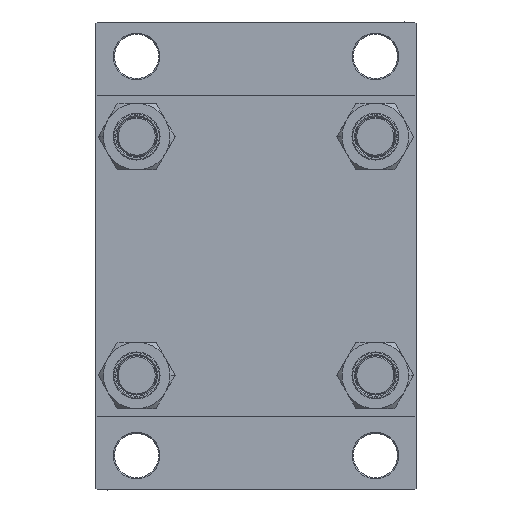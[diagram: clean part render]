
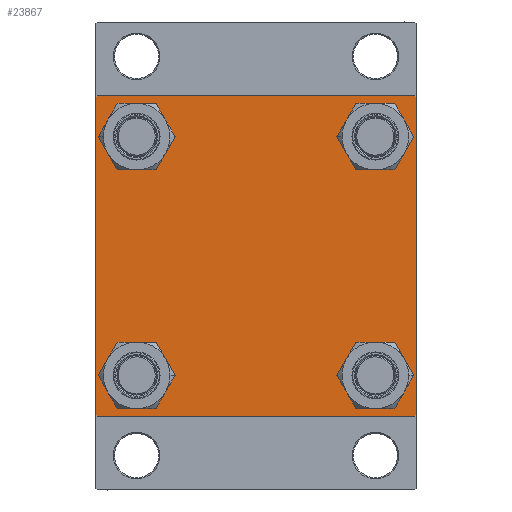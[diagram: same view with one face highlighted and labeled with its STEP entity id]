
A CAD part, left-side view. The second image highlights one B-rep face of the part: STEP entity #23867.
In plain terms, the highlighted planar face has unit normal (-1, 0, 0).
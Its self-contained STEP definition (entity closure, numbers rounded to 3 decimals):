
#238 = EDGE_CURVE ( 'NONE', #19223, #1442, #19564, .T. ) ;
#1074 = EDGE_LOOP ( 'NONE', ( #27381, #26742 ) ) ;
#1442 = VERTEX_POINT ( 'NONE', #10655 ) ;
#2444 = CARTESIAN_POINT ( 'NONE',  ( 0., -65., 65. ) ) ;
#2568 = VECTOR ( 'NONE', #15481, 1000. ) ;
#2634 = ORIENTED_EDGE ( 'NONE', *, *, #25023, .F. ) ;
#2979 = AXIS2_PLACEMENT_3D ( 'NONE', #28480, #17381, #20752 ) ;
#3100 = EDGE_CURVE ( 'NONE', #37071, #7576, #47368, .T. ) ;
#3161 = DIRECTION ( 'NONE',  ( -1., 0., 0. ) ) ;
#3280 = CARTESIAN_POINT ( 'NONE',  ( 0., 48.45, -48.45 ) ) ;
#3388 = LINE ( 'NONE', #39343, #32834 ) ;
#3793 = VECTOR ( 'NONE', #31983, 1000. ) ;
#4176 = VERTEX_POINT ( 'NONE', #38261 ) ;
#4433 = CARTESIAN_POINT ( 'NONE',  ( 0., 65., -65. ) ) ;
#4590 = ORIENTED_EDGE ( 'NONE', *, *, #9851, .T. ) ;
#4870 = EDGE_CURVE ( 'NONE', #14716, #34797, #9701, .T. ) ;
#4881 = CARTESIAN_POINT ( 'NONE',  ( 0., 48.45, 56.95 ) ) ;
#5694 = CARTESIAN_POINT ( 'NONE',  ( 0., 48.45, 39.95 ) ) ;
#5819 = DIRECTION ( 'NONE',  ( 0., 0., 1. ) ) ;
#6341 = ORIENTED_EDGE ( 'NONE', *, *, #238, .T. ) ;
#6702 = VECTOR ( 'NONE', #12885, 1000. ) ;
#7151 = DIRECTION ( 'NONE',  ( 0., -1., 0. ) ) ;
#7576 = VERTEX_POINT ( 'NONE', #4881 ) ;
#8501 = DIRECTION ( 'NONE',  ( 1., 0., 0. ) ) ;
#8847 = ORIENTED_EDGE ( 'NONE', *, *, #19849, .T. ) ;
#9278 = AXIS2_PLACEMENT_3D ( 'NONE', #11940, #3161, #32611 ) ;
#9701 = CIRCLE ( 'NONE', #44371, 8.5 ) ;
#9851 = EDGE_CURVE ( 'NONE', #39305, #39907, #32043, .T. ) ;
#10299 = DIRECTION ( 'NONE',  ( 0., 0., 1. ) ) ;
#10655 = CARTESIAN_POINT ( 'NONE',  ( 0., 65., 64.5 ) ) ;
#10738 = CARTESIAN_POINT ( 'NONE',  ( 0., -64.5, -65. ) ) ;
#10931 = ORIENTED_EDGE ( 'NONE', *, *, #11731, .T. ) ;
#11731 = EDGE_CURVE ( 'NONE', #4176, #19612, #38439, .T. ) ;
#11940 = CARTESIAN_POINT ( 'NONE',  ( 0., 0., 0. ) ) ;
#12243 = DIRECTION ( 'NONE',  ( 0., 0., 1. ) ) ;
#12340 = CARTESIAN_POINT ( 'NONE',  ( 0., 64.75, 64.75 ) ) ;
#12579 = EDGE_CURVE ( 'NONE', #7576, #37071, #12898, .T. ) ;
#12885 = DIRECTION ( 'NONE',  ( 0., -1., 0. ) ) ;
#12898 = CIRCLE ( 'NONE', #30634, 8.5 ) ;
#13121 = CARTESIAN_POINT ( 'NONE',  ( 0., -48.45, 56.95 ) ) ;
#13187 = DIRECTION ( 'NONE',  ( 0., 0., 1. ) ) ;
#13614 = ORIENTED_EDGE ( 'NONE', *, *, #16093, .T. ) ;
#13652 = CARTESIAN_POINT ( 'NONE',  ( 0., 65., 65. ) ) ;
#14279 = PLANE ( 'NONE',  #9278 ) ;
#14644 = EDGE_LOOP ( 'NONE', ( #30259, #47397, #10931, #13614, #2634, #35960, #18882, #6341 ) ) ;
#14716 = VERTEX_POINT ( 'NONE', #44072 ) ;
#15354 = ORIENTED_EDGE ( 'NONE', *, *, #42027, .T. ) ;
#15481 = DIRECTION ( 'NONE',  ( 0., 0.707, -0.707 ) ) ;
#16093 = EDGE_CURVE ( 'NONE', #19612, #26607, #41570, .T. ) ;
#16103 = DIRECTION ( 'NONE',  ( 1., 0., 0. ) ) ;
#17113 = DIRECTION ( 'NONE',  ( 1., 0., 0. ) ) ;
#17349 = AXIS2_PLACEMENT_3D ( 'NONE', #36309, #17746, #43055 ) ;
#17359 = DIRECTION ( 'NONE',  ( 0., 0., 1. ) ) ;
#17381 = DIRECTION ( 'NONE',  ( 1., 0., 0. ) ) ;
#17424 = FACE_BOUND ( 'NONE', #1074, .T. ) ;
#17746 = DIRECTION ( 'NONE',  ( 1., 0., 0. ) ) ;
#18882 = ORIENTED_EDGE ( 'NONE', *, *, #42857, .F. ) ;
#19141 = DIRECTION ( 'NONE',  ( 0., 0., 1. ) ) ;
#19180 = CARTESIAN_POINT ( 'NONE',  ( 0., -48.45, -56.95 ) ) ;
#19223 = VERTEX_POINT ( 'NONE', #24074 ) ;
#19387 = DIRECTION ( 'NONE',  ( 0., -0.707, 0.707 ) ) ;
#19564 = LINE ( 'NONE', #12340, #2568 ) ;
#19612 = VERTEX_POINT ( 'NONE', #10738 ) ;
#19621 = CARTESIAN_POINT ( 'NONE',  ( 0., -64.75, -64.75 ) ) ;
#19849 = EDGE_CURVE ( 'NONE', #39907, #39305, #33790, .T. ) ;
#20489 = DIRECTION ( 'NONE',  ( 0., -0.707, -0.707 ) ) ;
#20752 = DIRECTION ( 'NONE',  ( 0., 0., 1. ) ) ;
#21019 = FACE_BOUND ( 'NONE', #32225, .T. ) ;
#21408 = EDGE_CURVE ( 'NONE', #1442, #31029, #31280, .T. ) ;
#21905 = VERTEX_POINT ( 'NONE', #47520 ) ;
#21990 = FACE_OUTER_BOUND ( 'NONE', #14644, .T. ) ;
#22008 = AXIS2_PLACEMENT_3D ( 'NONE', #3280, #33199, #10299 ) ;
#22037 = VERTEX_POINT ( 'NONE', #35483 ) ;
#22547 = VERTEX_POINT ( 'NONE', #24051 ) ;
#23408 = AXIS2_PLACEMENT_3D ( 'NONE', #31053, #42376, #12243 ) ;
#23867 = ADVANCED_FACE ( 'NONE', ( #32130, #21019, #17424, #33091, #21990 ), #14279, .T. ) ;
#24051 = CARTESIAN_POINT ( 'NONE',  ( 0., -48.45, 39.95 ) ) ;
#24074 = CARTESIAN_POINT ( 'NONE',  ( 0., 64.5, 65. ) ) ;
#24543 = VECTOR ( 'NONE', #19387, 1000. ) ;
#25023 = EDGE_CURVE ( 'NONE', #22037, #26607, #35525, .T. ) ;
#26259 = VECTOR ( 'NONE', #38657, 1000. ) ;
#26385 = CARTESIAN_POINT ( 'NONE',  ( 0., -48.45, -48.45 ) ) ;
#26607 = VERTEX_POINT ( 'NONE', #27674 ) ;
#26670 = CARTESIAN_POINT ( 'NONE',  ( 0., 48.45, -56.95 ) ) ;
#26742 = ORIENTED_EDGE ( 'NONE', *, *, #40092, .T. ) ;
#27381 = ORIENTED_EDGE ( 'NONE', *, *, #4870, .T. ) ;
#27443 = AXIS2_PLACEMENT_3D ( 'NONE', #26385, #41786, #19141 ) ;
#27674 = CARTESIAN_POINT ( 'NONE',  ( 0., -65., -64.5 ) ) ;
#28217 = LINE ( 'NONE', #38808, #46582 ) ;
#28480 = CARTESIAN_POINT ( 'NONE',  ( 0., -48.45, -48.45 ) ) ;
#29124 = LINE ( 'NONE', #40190, #32682 ) ;
#29495 = AXIS2_PLACEMENT_3D ( 'NONE', #35008, #8501, #5819 ) ;
#30259 = ORIENTED_EDGE ( 'NONE', *, *, #21408, .T. ) ;
#30634 = AXIS2_PLACEMENT_3D ( 'NONE', #46224, #16103, #13187 ) ;
#31029 = VERTEX_POINT ( 'NONE', #46016 ) ;
#31053 = CARTESIAN_POINT ( 'NONE',  ( 0., -48.45, 48.45 ) ) ;
#31280 = LINE ( 'NONE', #13652, #3793 ) ;
#31983 = DIRECTION ( 'NONE',  ( 0., 0., -1. ) ) ;
#32043 = CIRCLE ( 'NONE', #27443, 8.5 ) ;
#32130 = FACE_BOUND ( 'NONE', #46242, .T. ) ;
#32225 = EDGE_LOOP ( 'NONE', ( #8847, #4590 ) ) ;
#32611 = DIRECTION ( 'NONE',  ( 0., 0., 1. ) ) ;
#32682 = VECTOR ( 'NONE', #7151, 1000. ) ;
#32794 = CARTESIAN_POINT ( 'NONE',  ( 0., -48.45, -39.95 ) ) ;
#32834 = VECTOR ( 'NONE', #43929, 1000. ) ;
#33091 = FACE_BOUND ( 'NONE', #46718, .T. ) ;
#33138 = ORIENTED_EDGE ( 'NONE', *, *, #3100, .T. ) ;
#33199 = DIRECTION ( 'NONE',  ( 1., 0., 0. ) ) ;
#33543 = CIRCLE ( 'NONE', #22008, 8.5 ) ;
#33772 = EDGE_CURVE ( 'NONE', #44658, #22547, #42582, .T. ) ;
#33790 = CIRCLE ( 'NONE', #2979, 8.5 ) ;
#34797 = VERTEX_POINT ( 'NONE', #26670 ) ;
#35008 = CARTESIAN_POINT ( 'NONE',  ( 0., -48.45, 48.45 ) ) ;
#35483 = CARTESIAN_POINT ( 'NONE',  ( 0., -65., 64.5 ) ) ;
#35525 = LINE ( 'NONE', #2444, #26259 ) ;
#35960 = ORIENTED_EDGE ( 'NONE', *, *, #41534, .T. ) ;
#36309 = CARTESIAN_POINT ( 'NONE',  ( 0., 48.45, 48.45 ) ) ;
#37071 = VERTEX_POINT ( 'NONE', #5694 ) ;
#37627 = EDGE_CURVE ( 'NONE', #31029, #4176, #28217, .T. ) ;
#37724 = ORIENTED_EDGE ( 'NONE', *, *, #33772, .T. ) ;
#38261 = CARTESIAN_POINT ( 'NONE',  ( 0., 64.5, -65. ) ) ;
#38439 = LINE ( 'NONE', #4433, #6702 ) ;
#38657 = DIRECTION ( 'NONE',  ( 0., 0., -1. ) ) ;
#38792 = CIRCLE ( 'NONE', #23408, 8.5 ) ;
#38808 = CARTESIAN_POINT ( 'NONE',  ( 0., 64.75, -64.75 ) ) ;
#38998 = ORIENTED_EDGE ( 'NONE', *, *, #12579, .T. ) ;
#39293 = CARTESIAN_POINT ( 'NONE',  ( 0., 48.45, -48.45 ) ) ;
#39305 = VERTEX_POINT ( 'NONE', #19180 ) ;
#39343 = CARTESIAN_POINT ( 'NONE',  ( 0., -64.75, 64.75 ) ) ;
#39907 = VERTEX_POINT ( 'NONE', #32794 ) ;
#40092 = EDGE_CURVE ( 'NONE', #34797, #14716, #33543, .T. ) ;
#40190 = CARTESIAN_POINT ( 'NONE',  ( 0., 65., 65. ) ) ;
#41534 = EDGE_CURVE ( 'NONE', #22037, #21905, #3388, .T. ) ;
#41570 = LINE ( 'NONE', #19621, #24543 ) ;
#41786 = DIRECTION ( 'NONE',  ( 1., 0., 0. ) ) ;
#42027 = EDGE_CURVE ( 'NONE', #22547, #44658, #38792, .T. ) ;
#42376 = DIRECTION ( 'NONE',  ( 1., 0., 0. ) ) ;
#42582 = CIRCLE ( 'NONE', #29495, 8.5 ) ;
#42857 = EDGE_CURVE ( 'NONE', #19223, #21905, #29124, .T. ) ;
#43055 = DIRECTION ( 'NONE',  ( 0., 0., 1. ) ) ;
#43929 = DIRECTION ( 'NONE',  ( 0., 0.707, 0.707 ) ) ;
#44072 = CARTESIAN_POINT ( 'NONE',  ( 0., 48.45, -39.95 ) ) ;
#44371 = AXIS2_PLACEMENT_3D ( 'NONE', #39293, #17113, #17359 ) ;
#44658 = VERTEX_POINT ( 'NONE', #13121 ) ;
#46016 = CARTESIAN_POINT ( 'NONE',  ( 0., 65., -64.5 ) ) ;
#46224 = CARTESIAN_POINT ( 'NONE',  ( 0., 48.45, 48.45 ) ) ;
#46242 = EDGE_LOOP ( 'NONE', ( #37724, #15354 ) ) ;
#46582 = VECTOR ( 'NONE', #20489, 1000. ) ;
#46718 = EDGE_LOOP ( 'NONE', ( #38998, #33138 ) ) ;
#47368 = CIRCLE ( 'NONE', #17349, 8.5 ) ;
#47397 = ORIENTED_EDGE ( 'NONE', *, *, #37627, .T. ) ;
#47520 = CARTESIAN_POINT ( 'NONE',  ( 0., -64.5, 65. ) ) ;
